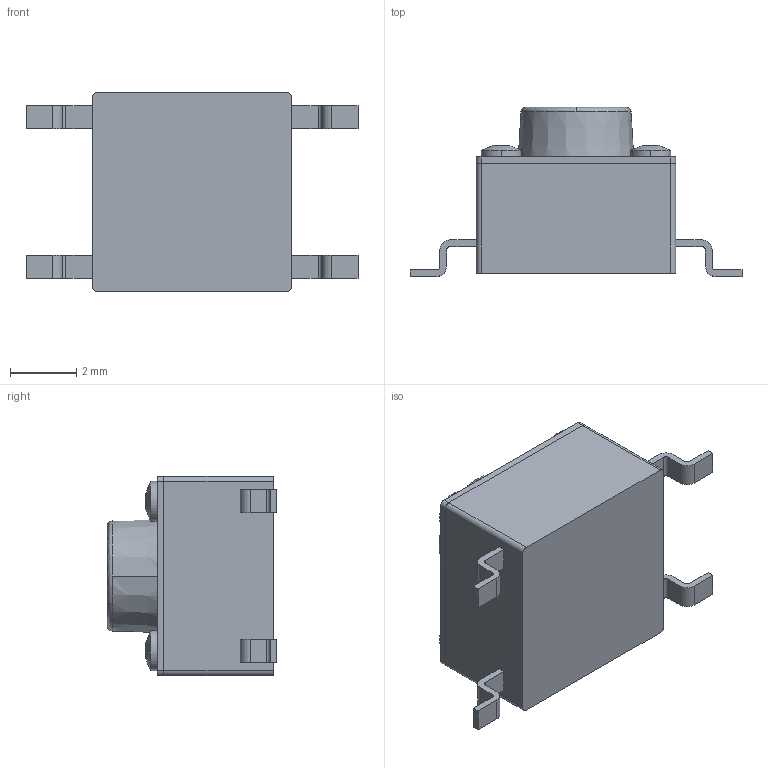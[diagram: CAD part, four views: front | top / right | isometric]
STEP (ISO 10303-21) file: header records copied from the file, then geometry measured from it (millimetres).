
FILE_DESCRIPTION (( 'STEP AP214' ), '1' );
FILE_NAME ('TS04-66-50-BK-160-SMT.step', '2024-07-20T08:17:23', ( '' ), ( '' ), 'SwSTEP 2.0', 'SolidWorks 2024', '' );
FILE_SCHEMA (( 'AUTOMOTIVE_DESIGN' ));
Length unit declared in the file: millimetre
Products named in the file (1): TS04-66-50-BK-160-SMT
Bounding box: 10 x 5.1 x 6 mm (x, y, z)
Volume: 142.1 mm3; surface area: 272.9 mm2
Topology: 7 solids, 7 shells, 116 faces, 282 edges, 188 vertices
Faces by surface type: plane 58, cylinder 50, bspline 6, cone 2
Entity records: 3850 total; most frequent: CARTESIAN_POINT 683, DIRECTION 610, ORIENTED_EDGE 564, EDGE_CURVE 282, AXIS2_PLACEMENT_3D 219, VERTEX_POINT 188, LINE 172, VECTOR 172
